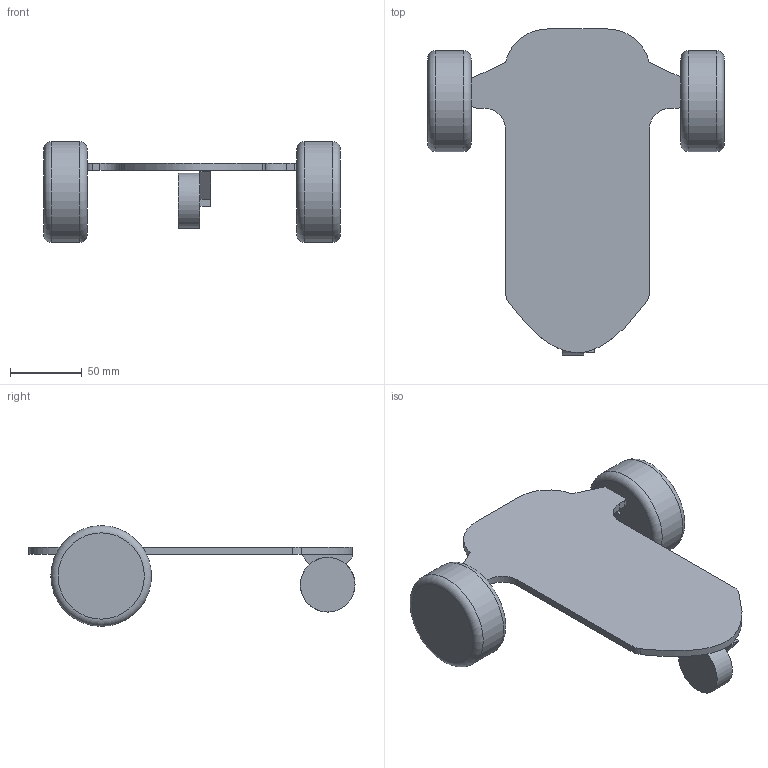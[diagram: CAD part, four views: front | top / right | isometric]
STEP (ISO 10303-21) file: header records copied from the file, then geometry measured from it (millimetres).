
FILE_DESCRIPTION(/* description */ (''),/* implementation_level */ '2;1');
FILE_NAME(/* name */ 'URE-_Base v0.step',/* time_stamp */ '2021-10-05T18:35:18+02:00',/* author */ (''),/* organization */ (''),/* preprocessor_version */ 'ST-DEVELOPER v18.1',/* originating_system */ 'Autodesk Translation Framework v10.10.0.1391',/* authorisation */ '');
FILE_SCHEMA (('AUTOMOTIVE_DESIGN { 1 0 10303 214 3 1 1 }'));
Length unit declared in the file: millimetre
Products named in the file (1): URE->Base
Bounding box: 206 x 226.7 x 70 mm (x, y, z)
Volume: 357105.4 mm3; surface area: 79979 mm2
Topology: 4 solids, 4 shells, 47 faces, 115 edges, 76 vertices
Faces by surface type: plane 27, cylinder 13, torus 4, bspline 3
Full cylindrical faces by diameter (mm): 3 x1, 4 x1, 38 x1, 70 x2
Entity records: 1614 total; most frequent: CARTESIAN_POINT 453, DIRECTION 235, ORIENTED_EDGE 230, EDGE_CURVE 115, AXIS2_PLACEMENT_3D 85, VERTEX_POINT 76, LINE 65, VECTOR 65
